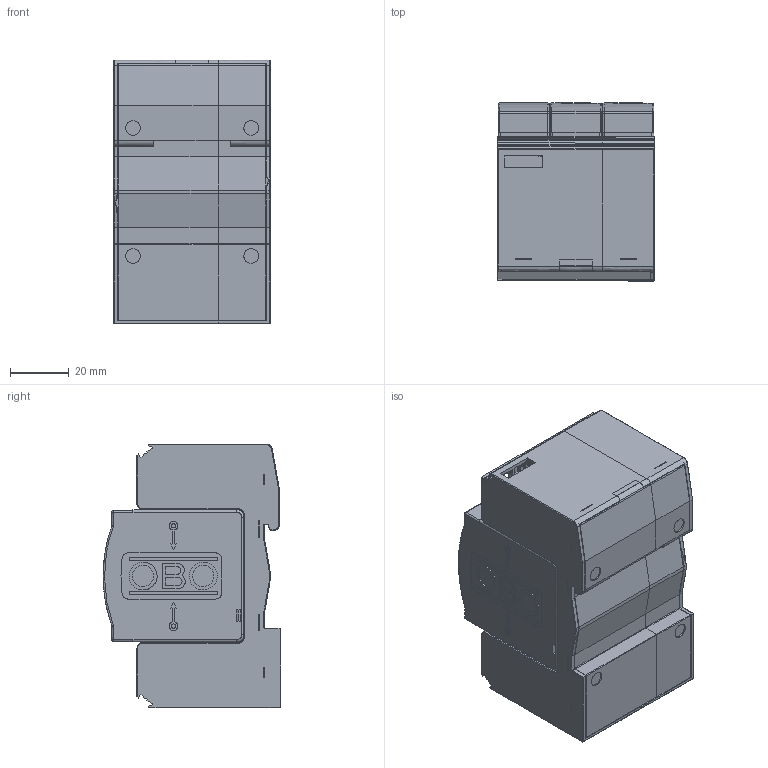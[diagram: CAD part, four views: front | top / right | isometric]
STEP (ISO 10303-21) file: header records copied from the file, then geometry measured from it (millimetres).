
FILE_DESCRIPTION(/* description */ (''),/* implementation_level */ '2;1');
FILE_NAME(/* name */ '5094460',/* time_stamp */ '2015-01-22T13:02:27+01:00',/* author */ (''),/* organization */ (''),/* preprocessor_version */ 'ST-DEVELOPER v15',/* originating_system */ '',/* authorisation */ '');
FILE_SCHEMA (('AUTOMOTIVE_DESIGN'));
Products named in the file (2): Document; Block 01
Assembly tree (1 placements, depth 2):
  Document
    Block 01
Bounding box: 53.48 x 60.62 x 89.82 mm (x, y, z)
Volume: 49598.4 mm3; surface area: 108347 mm2
Topology: 6 solids, 7 shells, 2524 faces, 6854 edges, 4364 vertices
Faces by surface type: plane 1653, bspline 871
Entity records: 91379 total; most frequent: CARTESIAN_POINT 48020, ORIENTED_EDGE 13506, EDGE_CURVE 6756, B_SPLINE_CURVE_WITH_KNOTS 5795, VERTEX_POINT 4364, EDGE_LOOP 2659, ADVANCED_FACE 2524, FACE_OUTER_BOUND 2524
